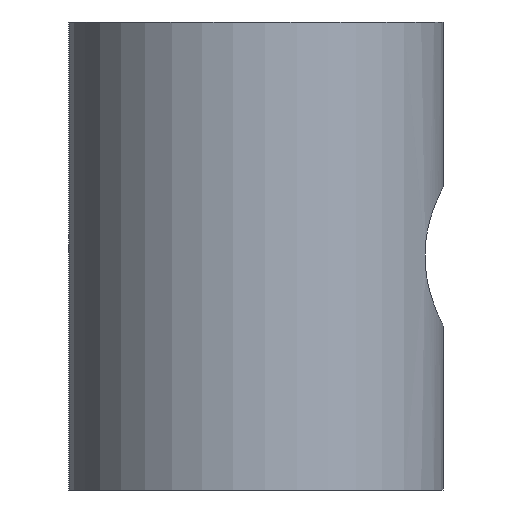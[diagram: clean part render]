
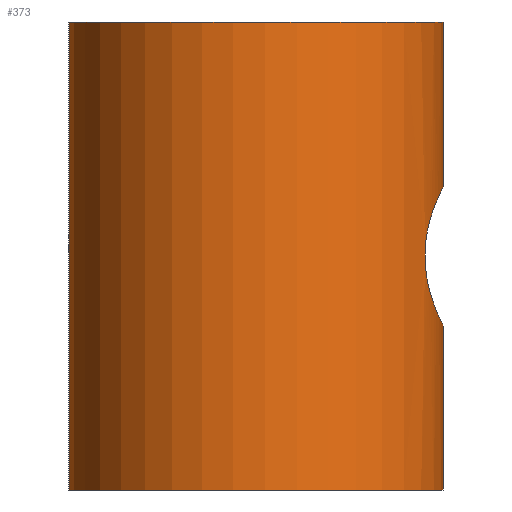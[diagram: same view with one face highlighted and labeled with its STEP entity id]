
A CAD part, left-side view. The second image highlights one B-rep face of the part: STEP entity #373.
In plain terms, the highlighted cylindrical face has radius 2 mm (diameter 4 mm), a partial arc.
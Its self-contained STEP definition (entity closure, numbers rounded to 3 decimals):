
#329=AXIS2_PLACEMENT_3D('Cylinder Axis2P3D',#326,#327,#328) ;
#340=AXIS2_PLACEMENT_3D('Circle Axis2P3D',#338,#339,$) ;
#354=AXIS2_PLACEMENT_3D('Circle Axis2P3D',#352,#353,$) ;
#102=CARTESIAN_POINT('Vertex',(1.245,0.148,2.86)) ;
#106=CARTESIAN_POINT('Control Point',(2.05,0.001,1.75)) ;
#107=CARTESIAN_POINT('Control Point',(1.956,-0.002,1.75)) ;
#108=CARTESIAN_POINT('Control Point',(1.862,0.001,1.759)) ;
#109=CARTESIAN_POINT('Control Point',(1.77,0.01,1.778)) ;
#110=CARTESIAN_POINT('Control Point',(1.547,0.044,1.849)) ;
#111=CARTESIAN_POINT('Control Point',(1.365,0.099,1.975)) ;
#112=CARTESIAN_POINT('Control Point',(1.276,0.133,2.069)) ;
#113=CARTESIAN_POINT('Control Point',(1.149,0.189,2.282)) ;
#114=CARTESIAN_POINT('Control Point',(1.125,0.202,2.521)) ;
#115=CARTESIAN_POINT('Control Point',(1.139,0.194,2.642)) ;
#116=CARTESIAN_POINT('Control Point',(1.18,0.174,2.756)) ;
#117=CARTESIAN_POINT('Control Point',(1.245,0.148,2.86)) ;
#118=CARTESIAN_POINT('Vertex',(2.05,0.001,1.75)) ;
#220=CARTESIAN_POINT('Vertex',(2.05,0.001,3.25)) ;
#224=CARTESIAN_POINT('Control Point',(1.245,0.148,2.86)) ;
#225=CARTESIAN_POINT('Control Point',(1.311,0.121,2.963)) ;
#226=CARTESIAN_POINT('Control Point',(1.401,0.088,3.055)) ;
#227=CARTESIAN_POINT('Control Point',(1.514,0.053,3.131)) ;
#228=CARTESIAN_POINT('Control Point',(1.693,0.017,3.207)) ;
#229=CARTESIAN_POINT('Control Point',(1.89,0.002,3.241)) ;
#230=CARTESIAN_POINT('Control Point',(1.943,0.,3.247)) ;
#231=CARTESIAN_POINT('Control Point',(1.996,-0.001,3.25)) ;
#232=CARTESIAN_POINT('Control Point',(2.05,0.001,3.25)) ;
#326=CARTESIAN_POINT('Axis2P3D Location',(2.,2.,2.5)) ;
#331=CARTESIAN_POINT('Line Origine',(2.05,0.001,2.5)) ;
#335=CARTESIAN_POINT('Vertex',(2.05,0.001,5.)) ;
#338=CARTESIAN_POINT('Axis2P3D Location',(2.,2.,5.)) ;
#342=CARTESIAN_POINT('Vertex',(1.85,3.994,5.)) ;
#345=CARTESIAN_POINT('Line Origine',(1.85,3.994,2.5)) ;
#349=CARTESIAN_POINT('Vertex',(1.85,3.994,0.)) ;
#352=CARTESIAN_POINT('Axis2P3D Location',(2.,2.,0.)) ;
#356=CARTESIAN_POINT('Vertex',(2.05,0.001,0.)) ;
#359=CARTESIAN_POINT('Line Origine',(2.05,0.001,2.5)) ;
#327=DIRECTION('Axis2P3D Direction',(0.,0.,-1.)) ;
#328=DIRECTION('Axis2P3D XDirection',(0.025,-1.,0.)) ;
#332=DIRECTION('Vector Direction',(0.,0.,-1.)) ;
#339=DIRECTION('Axis2P3D Direction',(0.,0.,-1.)) ;
#346=DIRECTION('Vector Direction',(0.,0.,-1.)) ;
#353=DIRECTION('Axis2P3D Direction',(0.,0.,-1.)) ;
#360=DIRECTION('Vector Direction',(0.,0.,-1.)) ;
#333=VECTOR('Line Direction',#332,1.) ;
#347=VECTOR('Line Direction',#346,1.) ;
#361=VECTOR('Line Direction',#360,1.) ;
#365=ORIENTED_EDGE('',*,*,#337,.F.) ;
#366=ORIENTED_EDGE('',*,*,#344,.T.) ;
#367=ORIENTED_EDGE('',*,*,#351,.T.) ;
#368=ORIENTED_EDGE('',*,*,#358,.F.) ;
#369=ORIENTED_EDGE('',*,*,#363,.F.) ;
#370=ORIENTED_EDGE('',*,*,#120,.F.) ;
#371=ORIENTED_EDGE('',*,*,#233,.F.) ;
#373=ADVANCED_FACE('K\X2\00F6\X0\rper.3',(#372),#330,.T.) ;
#105=B_SPLINE_CURVE_WITH_KNOTS('',5,(#106,#107,#108,#109,#110,#111,#112,#113,#114,#115,#116,#117),.UNSPECIFIED.,.F.,.U.,(6,3,3,6),(3.689,4.082,4.7,5.318),.UNSPECIFIED.) ;
#223=B_SPLINE_CURVE_WITH_KNOTS('',5,(#224,#225,#226,#227,#228,#229,#230,#231,#232),.UNSPECIFIED.,.F.,.U.,(6,3,6),(0.375,0.993,1.217),.UNSPECIFIED.) ;
#341=CIRCLE('generated circle',#340,2.) ;
#355=CIRCLE('generated circle',#354,2.) ;
#330=CYLINDRICAL_SURFACE('generated cylinder',#329,2.) ;
#120=EDGE_CURVE('',#103,#119,#105,.F.) ;
#233=EDGE_CURVE('',#221,#103,#223,.F.) ;
#337=EDGE_CURVE('',#336,#221,#334,.T.) ;
#344=EDGE_CURVE('',#336,#343,#341,.T.) ;
#351=EDGE_CURVE('',#343,#350,#348,.T.) ;
#358=EDGE_CURVE('',#357,#350,#355,.T.) ;
#363=EDGE_CURVE('',#119,#357,#362,.T.) ;
#364=EDGE_LOOP('',(#365,#366,#367,#368,#369,#370,#371)) ;
#372=FACE_OUTER_BOUND('',#364,.T.) ;
#334=LINE('Line',#331,#333) ;
#348=LINE('Line',#345,#347) ;
#362=LINE('Line',#359,#361) ;
#103=VERTEX_POINT('',#102) ;
#119=VERTEX_POINT('',#118) ;
#221=VERTEX_POINT('',#220) ;
#336=VERTEX_POINT('',#335) ;
#343=VERTEX_POINT('',#342) ;
#350=VERTEX_POINT('',#349) ;
#357=VERTEX_POINT('',#356) ;
